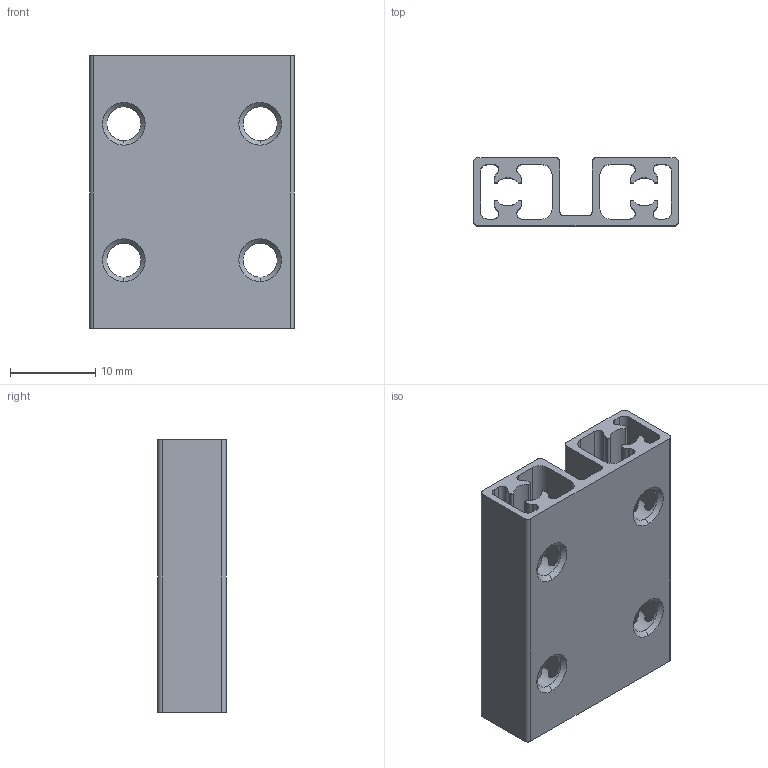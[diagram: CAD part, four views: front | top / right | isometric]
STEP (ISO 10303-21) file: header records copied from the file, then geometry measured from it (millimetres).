
FILE_DESCRIPTION (( 'STEP AP214' ), '1' );
FILE_NAME ('Beam0824-032邧謂褽.STEP', '2016-10-26T07:22:00', ( 'dell' ), ( '' ), 'SwSTEP 2.0', 'SolidWorks 2013', '' );
FILE_SCHEMA (( 'AUTOMOTIVE_DESIGN' ));
Length unit declared in the file: millimetre
Products named in the file (1): Beam0824-032邧謂褽
Bounding box: 24 x 8 x 32 mm (x, y, z)
Volume: 2299.8 mm3; surface area: 4881.5 mm2
Topology: 1 solids, 1 shells, 214 faces, 660 edges, 440 vertices
Faces by surface type: cylinder 128, plane 70, cone 16
Entity records: 8290 total; most frequent: CARTESIAN_POINT 2459, ORIENTED_EDGE 1320, DIRECTION 1106, EDGE_CURVE 660, VERTEX_POINT 440, AXIS2_PLACEMENT_3D 391, LINE 324, VECTOR 324
